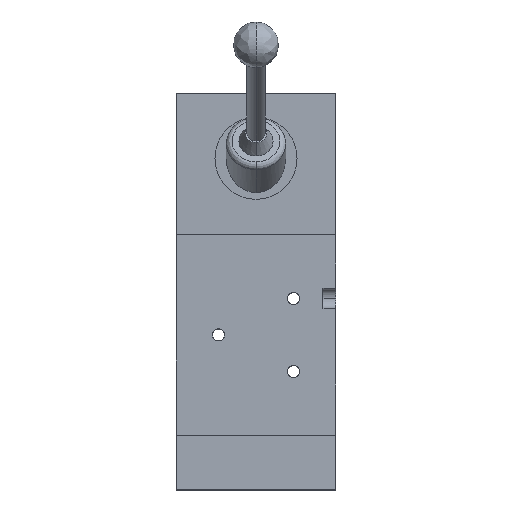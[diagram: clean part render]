
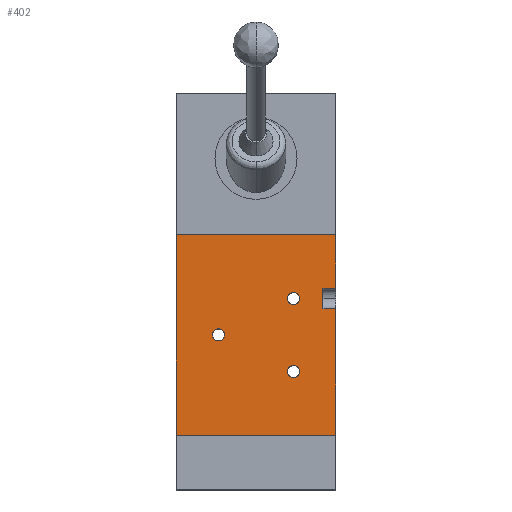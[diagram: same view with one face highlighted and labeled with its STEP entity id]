
A CAD part, top view. The second image highlights one B-rep face of the part: STEP entity #402.
In plain terms, the highlighted planar face has unit normal (0, 0, 1).
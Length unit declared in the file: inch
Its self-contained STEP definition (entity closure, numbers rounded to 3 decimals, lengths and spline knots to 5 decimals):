
#13 = CARTESIAN_POINT ( 'NONE',  ( -0.75394, 2.67717, 1.5748 ) ) ;
#36 = CARTESIAN_POINT ( 'NONE',  ( 0., 0.94488, 1.5748 ) ) ;
#74 = ORIENTED_EDGE ( 'NONE', *, *, #368, .F. ) ;
#109 = EDGE_LOOP ( 'NONE', ( #2788, #237 ) ) ;
#138 = DIRECTION ( 'NONE',  ( -1., 0., 0. ) ) ;
#145 = VERTEX_POINT ( 'NONE', #3557 ) ;
#171 = DIRECTION ( 'NONE',  ( 0., -1., 0. ) ) ;
#192 = EDGE_CURVE ( 'NONE', #919, #2982, #786, .T. ) ;
#237 = ORIENTED_EDGE ( 'NONE', *, *, #3674, .F. ) ;
#368 = EDGE_CURVE ( 'NONE', #3253, #3831, #1837, .T. ) ;
#402 = ADVANCED_FACE ( 'NONE', ( #3110, #1026, #1917, #4084 ), #3501, .F. ) ;
#420 = DIRECTION ( 'NONE',  ( 0., -1., 0. ) ) ;
#456 = LINE ( 'NONE', #811, #2682 ) ;
#458 = VERTEX_POINT ( 'NONE', #3152 ) ;
#465 = CARTESIAN_POINT ( 'NONE',  ( 1.37795, 0.94488, 1.5748 ) ) ;
#477 = ORIENTED_EDGE ( 'NONE', *, *, #2895, .F. ) ;
#497 = AXIS2_PLACEMENT_3D ( 'NONE', #521, #1727, #2122 ) ;
#499 = CARTESIAN_POINT ( 'NONE',  ( -0.54528, 2.67717, 1.5748 ) ) ;
#503 = VECTOR ( 'NONE', #420, 39.37008 ) ;
#518 = CIRCLE ( 'NONE', #1843, 0.10433 ) ;
#521 = CARTESIAN_POINT ( 'NONE',  ( -0.64961, 2.67717, 1.5748 ) ) ;
#529 = DIRECTION ( 'NONE',  ( -1., 0., 0. ) ) ;
#563 = AXIS2_PLACEMENT_3D ( 'NONE', #36, #4067, #989 ) ;
#614 = DIRECTION ( 'NONE',  ( -1., 0., 0. ) ) ;
#786 = LINE ( 'NONE', #3932, #889 ) ;
#811 = CARTESIAN_POINT ( 'NONE',  ( 0., 0.94488, 1.5748 ) ) ;
#821 = EDGE_LOOP ( 'NONE', ( #3121, #1532 ) ) ;
#834 = VECTOR ( 'NONE', #2922, 39.37008 ) ;
#856 = CARTESIAN_POINT ( 'NONE',  ( -0.64961, 2.67717, 1.5748 ) ) ;
#889 = VECTOR ( 'NONE', #2368, 39.37008 ) ;
#896 = DIRECTION ( 'NONE',  ( 0., 0., 1. ) ) ;
#917 = DIRECTION ( 'NONE',  ( 0., 0., 1. ) ) ;
#919 = VERTEX_POINT ( 'NONE', #2720 ) ;
#983 = EDGE_CURVE ( 'NONE', #458, #1096, #1952, .T. ) ;
#989 = DIRECTION ( 'NONE',  ( -1., 0., 0. ) ) ;
#993 = EDGE_CURVE ( 'NONE', #2806, #2379, #1032, .T. ) ;
#1026 = FACE_BOUND ( 'NONE', #821, .T. ) ;
#1032 = CIRCLE ( 'NONE', #497, 0.10433 ) ;
#1039 = CIRCLE ( 'NONE', #1955, 0.10433 ) ;
#1090 = DIRECTION ( 'NONE',  ( 0., 1., 0. ) ) ;
#1096 = VERTEX_POINT ( 'NONE', #3098 ) ;
#1147 = CARTESIAN_POINT ( 'NONE',  ( 0.64961, 3.30709, 1.5748 ) ) ;
#1157 = DIRECTION ( 'NONE',  ( -1., 0., 0. ) ) ;
#1270 = CARTESIAN_POINT ( 'NONE',  ( 0.54528, 2.04724, 1.5748 ) ) ;
#1336 = CARTESIAN_POINT ( 'NONE',  ( 0.75394, 2.04724, 1.5748 ) ) ;
#1370 = DIRECTION ( 'NONE',  ( -1., 0., 0. ) ) ;
#1383 = EDGE_CURVE ( 'NONE', #3831, #145, #2090, .T. ) ;
#1403 = CARTESIAN_POINT ( 'NONE',  ( -1.37795, 0.94488, 1.5748 ) ) ;
#1423 = VERTEX_POINT ( 'NONE', #3579 ) ;
#1428 = ORIENTED_EDGE ( 'NONE', *, *, #1383, .F. ) ;
#1507 = CARTESIAN_POINT ( 'NONE',  ( 0.64961, 3.30709, 1.5748 ) ) ;
#1532 = ORIENTED_EDGE ( 'NONE', *, *, #1979, .F. ) ;
#1540 = CARTESIAN_POINT ( 'NONE',  ( 0.64961, 2.04724, 1.5748 ) ) ;
#1553 = EDGE_LOOP ( 'NONE', ( #3005, #2575 ) ) ;
#1620 = VECTOR ( 'NONE', #1157, 39.37008 ) ;
#1635 = ORIENTED_EDGE ( 'NONE', *, *, #192, .F. ) ;
#1653 = ORIENTED_EDGE ( 'NONE', *, *, #3260, .F. ) ;
#1695 = CIRCLE ( 'NONE', #3250, 0.10433 ) ;
#1727 = DIRECTION ( 'NONE',  ( 0., 0., 1. ) ) ;
#1760 = CARTESIAN_POINT ( 'NONE',  ( 1.15748, 0.94488, 1.5748 ) ) ;
#1780 = CARTESIAN_POINT ( 'NONE',  ( 1.37795, 4.40945, 1.5748 ) ) ;
#1837 = LINE ( 'NONE', #3968, #1620 ) ;
#1843 = AXIS2_PLACEMENT_3D ( 'NONE', #1540, #2454, #3709 ) ;
#1917 = FACE_BOUND ( 'NONE', #1553, .T. ) ;
#1952 = CIRCLE ( 'NONE', #2467, 0.10433 ) ;
#1955 = AXIS2_PLACEMENT_3D ( 'NONE', #1988, #917, #1370 ) ;
#1979 = EDGE_CURVE ( 'NONE', #1096, #458, #1695, .T. ) ;
#1988 = CARTESIAN_POINT ( 'NONE',  ( 0.64961, 2.04724, 1.5748 ) ) ;
#2050 = LINE ( 'NONE', #3016, #2218 ) ;
#2090 = LINE ( 'NONE', #1760, #2929 ) ;
#2108 = AXIS2_PLACEMENT_3D ( 'NONE', #856, #2121, #614 ) ;
#2121 = DIRECTION ( 'NONE',  ( 0., 0., 1. ) ) ;
#2122 = DIRECTION ( 'NONE',  ( -1., 0., 0. ) ) ;
#2217 = CARTESIAN_POINT ( 'NONE',  ( 1.37795, 3.48425, 1.5748 ) ) ;
#2218 = VECTOR ( 'NONE', #171, 39.37008 ) ;
#2221 = EDGE_CURVE ( 'NONE', #145, #1423, #3630, .T. ) ;
#2368 = DIRECTION ( 'NONE',  ( 1., 0., 0. ) ) ;
#2379 = VERTEX_POINT ( 'NONE', #499 ) ;
#2454 = DIRECTION ( 'NONE',  ( 0., 0., 1. ) ) ;
#2467 = AXIS2_PLACEMENT_3D ( 'NONE', #1147, #3026, #138 ) ;
#2486 = EDGE_CURVE ( 'NONE', #3975, #3173, #1039, .T. ) ;
#2575 = ORIENTED_EDGE ( 'NONE', *, *, #4011, .F. ) ;
#2682 = VECTOR ( 'NONE', #3612, 39.37008 ) ;
#2720 = CARTESIAN_POINT ( 'NONE',  ( -1.37795, 4.40945, 1.5748 ) ) ;
#2788 = ORIENTED_EDGE ( 'NONE', *, *, #993, .F. ) ;
#2806 = VERTEX_POINT ( 'NONE', #13 ) ;
#2885 = EDGE_CURVE ( 'NONE', #2982, #3253, #2050, .T. ) ;
#2895 = EDGE_CURVE ( 'NONE', #1423, #3970, #2932, .T. ) ;
#2922 = DIRECTION ( 'NONE',  ( 1., 0., 0. ) ) ;
#2929 = VECTOR ( 'NONE', #3953, 39.37008 ) ;
#2932 = LINE ( 'NONE', #465, #503 ) ;
#2955 = ORIENTED_EDGE ( 'NONE', *, *, #2221, .F. ) ;
#2982 = VERTEX_POINT ( 'NONE', #1780 ) ;
#3005 = ORIENTED_EDGE ( 'NONE', *, *, #2486, .F. ) ;
#3016 = CARTESIAN_POINT ( 'NONE',  ( 1.37795, 0.94488, 1.5748 ) ) ;
#3026 = DIRECTION ( 'NONE',  ( 0., 0., 1. ) ) ;
#3071 = CIRCLE ( 'NONE', #2108, 0.10433 ) ;
#3080 = ORIENTED_EDGE ( 'NONE', *, *, #2885, .F. ) ;
#3087 = CARTESIAN_POINT ( 'NONE',  ( 1.37795, 0.94488, 1.5748 ) ) ;
#3098 = CARTESIAN_POINT ( 'NONE',  ( 0.75394, 3.30709, 1.5748 ) ) ;
#3110 = FACE_OUTER_BOUND ( 'NONE', #3731, .T. ) ;
#3121 = ORIENTED_EDGE ( 'NONE', *, *, #983, .F. ) ;
#3152 = CARTESIAN_POINT ( 'NONE',  ( 0.54528, 3.30709, 1.5748 ) ) ;
#3173 = VERTEX_POINT ( 'NONE', #1336 ) ;
#3210 = CARTESIAN_POINT ( 'NONE',  ( 0., 3.12992, 1.5748 ) ) ;
#3244 = CARTESIAN_POINT ( 'NONE',  ( -1.37795, 0.94488, 1.5748 ) ) ;
#3250 = AXIS2_PLACEMENT_3D ( 'NONE', #1507, #896, #529 ) ;
#3253 = VERTEX_POINT ( 'NONE', #2217 ) ;
#3260 = EDGE_CURVE ( 'NONE', #3534, #919, #3589, .T. ) ;
#3332 = VECTOR ( 'NONE', #1090, 39.37008 ) ;
#3501 = PLANE ( 'NONE',  #563 ) ;
#3534 = VERTEX_POINT ( 'NONE', #3244 ) ;
#3544 = EDGE_CURVE ( 'NONE', #3970, #3534, #456, .T. ) ;
#3557 = CARTESIAN_POINT ( 'NONE',  ( 1.15748, 3.12992, 1.5748 ) ) ;
#3579 = CARTESIAN_POINT ( 'NONE',  ( 1.37795, 3.12992, 1.5748 ) ) ;
#3589 = LINE ( 'NONE', #1403, #3332 ) ;
#3612 = DIRECTION ( 'NONE',  ( -1., 0., 0. ) ) ;
#3617 = CARTESIAN_POINT ( 'NONE',  ( 1.15748, 3.48425, 1.5748 ) ) ;
#3630 = LINE ( 'NONE', #3210, #834 ) ;
#3674 = EDGE_CURVE ( 'NONE', #2379, #2806, #3071, .T. ) ;
#3709 = DIRECTION ( 'NONE',  ( -1., 0., 0. ) ) ;
#3731 = EDGE_LOOP ( 'NONE', ( #1428, #74, #3080, #1635, #1653, #3907, #477, #2955 ) ) ;
#3831 = VERTEX_POINT ( 'NONE', #3617 ) ;
#3907 = ORIENTED_EDGE ( 'NONE', *, *, #3544, .F. ) ;
#3932 = CARTESIAN_POINT ( 'NONE',  ( 0., 4.40945, 1.5748 ) ) ;
#3953 = DIRECTION ( 'NONE',  ( 0., -1., 0. ) ) ;
#3968 = CARTESIAN_POINT ( 'NONE',  ( 0., 3.48425, 1.5748 ) ) ;
#3970 = VERTEX_POINT ( 'NONE', #3087 ) ;
#3975 = VERTEX_POINT ( 'NONE', #1270 ) ;
#4011 = EDGE_CURVE ( 'NONE', #3173, #3975, #518, .T. ) ;
#4067 = DIRECTION ( 'NONE',  ( 0., 0., -1. ) ) ;
#4084 = FACE_BOUND ( 'NONE', #109, .T. ) ;
